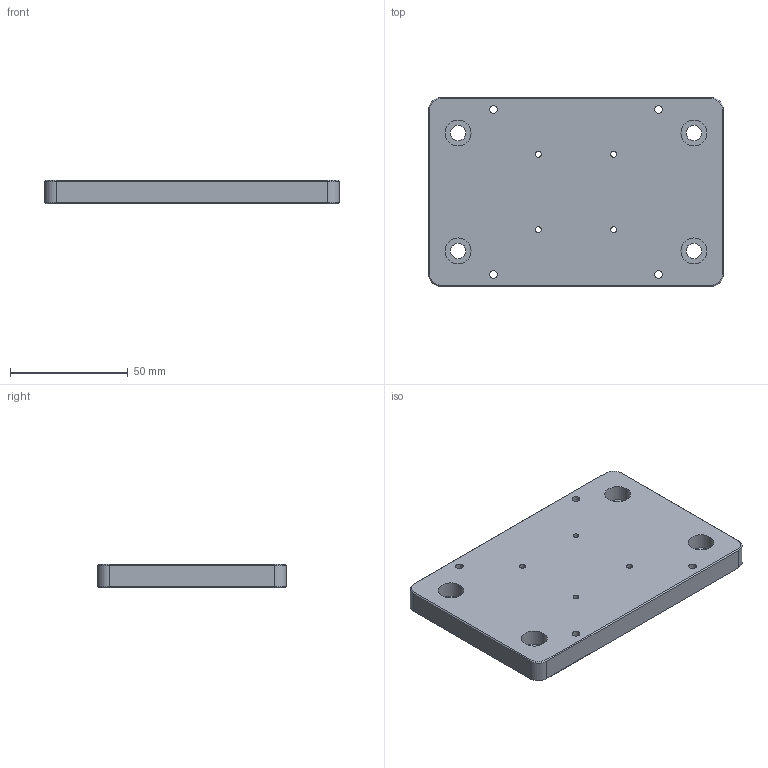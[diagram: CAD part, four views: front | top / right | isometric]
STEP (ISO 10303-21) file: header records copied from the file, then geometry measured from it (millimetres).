
FILE_DESCRIPTION (( 'STEP AP203' ), '1' );
FILE_NAME ('OMLA炵蹈蛌諉啣 OMLA02.STEP', '2021-05-20T08:22:57', ( 'Microsoft' ), ( 'Microsoft' ), 'SwSTEP 2.0', 'SolidWorks 2018', '' );
FILE_SCHEMA (( 'CONFIG_CONTROL_DESIGN' ));
Length unit declared in the file: millimetre
Products named in the file (2): OMLA炵蹈蛌諉啣 OMLA02; OMLA02-01 SPYD-蟀諉啣2
Assembly tree (1 placements, depth 2):
  OMLA炵蹈蛌諉啣 OMLA02
    OMLA02-01 SPYD-蟀諉啣2
Bounding box: 125 x 80 x 10 mm (x, y, z)
Volume: 96123.4 mm3; surface area: 25311.8 mm2
Topology: 1 solids, 1 shells, 193 faces, 494 edges, 324 vertices
Faces by surface type: plane 107, bspline 42, cylinder 36, cone 8
Entity records: 9686 total; most frequent: CARTESIAN_POINT 4975, ORIENTED_EDGE 988, DIRECTION 798, EDGE_CURVE 494, VECTOR 328, LINE 328, VERTEX_POINT 324, EDGE_LOOP 238
